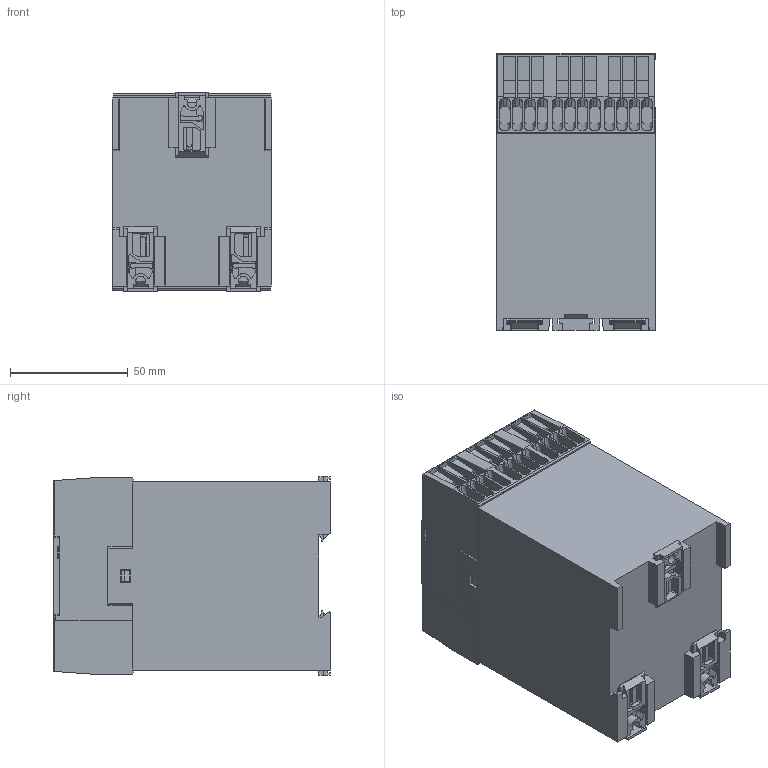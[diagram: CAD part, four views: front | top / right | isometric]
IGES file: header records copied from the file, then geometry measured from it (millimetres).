
Start section:  PTC IGES file: 158547.igs
Global section: file name: 158547.igs; native system: Pro/ENGINEER by Parametric Technology Corporation; preprocessor: 2009141; author: banengservice; organization: Unknown; date: 20110901.072506; units: inch
Bounding box: 67.5 x 117.9 x 84.52 mm (x, y, z)
Volume: 162460.7 mm3; surface area: 114386.2 mm2
Topology: 1 solids, 1 shells, 2119 faces, 6183 edges, 4091 vertices
Faces by surface type: bspline 1491, revolution 628
